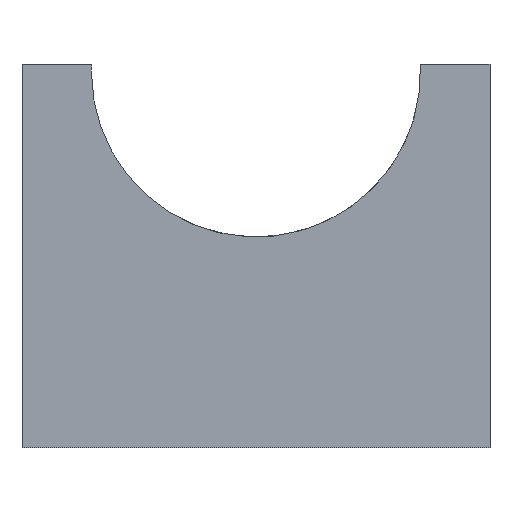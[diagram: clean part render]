
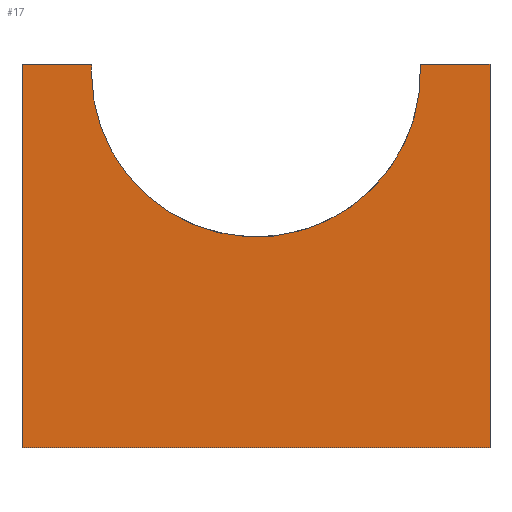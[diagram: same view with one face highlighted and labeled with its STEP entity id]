
A CAD part, left-side view. The second image highlights one B-rep face of the part: STEP entity #17.
In plain terms, the highlighted planar face has unit normal (-1, 0, 0).
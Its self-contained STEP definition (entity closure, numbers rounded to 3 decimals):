
#17 = ADVANCED_FACE('',(#18),#78,.T.);
#18 = FACE_BOUND('',#19,.T.);
#19 = EDGE_LOOP('',(#20,#30,#38,#46,#55,#64,#72));
#20 = ORIENTED_EDGE('',*,*,#21,.F.);
#21 = EDGE_CURVE('',#22,#24,#26,.T.);
#22 = VERTEX_POINT('',#23);
#23 = CARTESIAN_POINT('',(-5.5,-14.65,0.));
#24 = VERTEX_POINT('',#25);
#25 = CARTESIAN_POINT('',(-5.5,14.65,0.));
#26 = LINE('',#27,#28);
#27 = CARTESIAN_POINT('',(-5.5,-14.65,0.));
#28 = VECTOR('',#29,1.);
#29 = DIRECTION('',(0.,1.,0.));
#30 = ORIENTED_EDGE('',*,*,#31,.T.);
#31 = EDGE_CURVE('',#22,#32,#34,.T.);
#32 = VERTEX_POINT('',#33);
#33 = CARTESIAN_POINT('',(-5.5,-14.65,24.));
#34 = LINE('',#35,#36);
#35 = CARTESIAN_POINT('',(-5.5,-14.65,0.));
#36 = VECTOR('',#37,1.);
#37 = DIRECTION('',(0.,0.,1.));
#38 = ORIENTED_EDGE('',*,*,#39,.T.);
#39 = EDGE_CURVE('',#32,#40,#42,.T.);
#40 = VERTEX_POINT('',#41);
#41 = CARTESIAN_POINT('',(-5.5,-10.287,24.));
#42 = LINE('',#43,#44);
#43 = CARTESIAN_POINT('',(-5.5,-14.65,24.));
#44 = VECTOR('',#45,1.);
#45 = DIRECTION('',(0.,1.,0.));
#46 = ORIENTED_EDGE('',*,*,#47,.T.);
#47 = EDGE_CURVE('',#40,#48,#50,.T.);
#48 = VERTEX_POINT('',#49);
#49 = CARTESIAN_POINT('',(-5.5,10.3,23.49));
#50 = CIRCLE('',#51,10.3);
#51 = AXIS2_PLACEMENT_3D('',#52,#53,#54);
#52 = CARTESIAN_POINT('',(-5.5,0.,23.49));
#53 = DIRECTION('',(1.,0.,0.));
#54 = DIRECTION('',(0.,1.,0.));
#55 = ORIENTED_EDGE('',*,*,#56,.T.);
#56 = EDGE_CURVE('',#48,#57,#59,.T.);
#57 = VERTEX_POINT('',#58);
#58 = CARTESIAN_POINT('',(-5.5,10.287,24.));
#59 = CIRCLE('',#60,10.3);
#60 = AXIS2_PLACEMENT_3D('',#61,#62,#63);
#61 = CARTESIAN_POINT('',(-5.5,0.,23.49));
#62 = DIRECTION('',(1.,0.,0.));
#63 = DIRECTION('',(0.,1.,0.));
#64 = ORIENTED_EDGE('',*,*,#65,.T.);
#65 = EDGE_CURVE('',#57,#66,#68,.T.);
#66 = VERTEX_POINT('',#67);
#67 = CARTESIAN_POINT('',(-5.5,14.65,24.));
#68 = LINE('',#69,#70);
#69 = CARTESIAN_POINT('',(-5.5,-14.65,24.));
#70 = VECTOR('',#71,1.);
#71 = DIRECTION('',(0.,1.,0.));
#72 = ORIENTED_EDGE('',*,*,#73,.F.);
#73 = EDGE_CURVE('',#24,#66,#74,.T.);
#74 = LINE('',#75,#76);
#75 = CARTESIAN_POINT('',(-5.5,14.65,0.));
#76 = VECTOR('',#77,1.);
#77 = DIRECTION('',(0.,0.,1.));
#78 = PLANE('',#79);
#79 = AXIS2_PLACEMENT_3D('',#80,#81,#82);
#80 = CARTESIAN_POINT('',(-5.5,-14.65,0.));
#81 = DIRECTION('',(-1.,0.,0.));
#82 = DIRECTION('',(0.,1.,0.));
